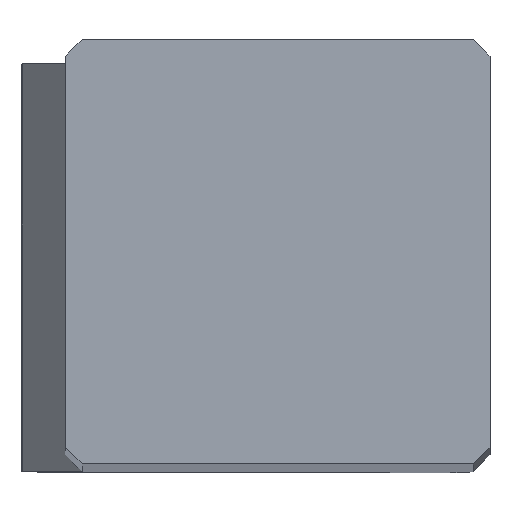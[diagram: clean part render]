
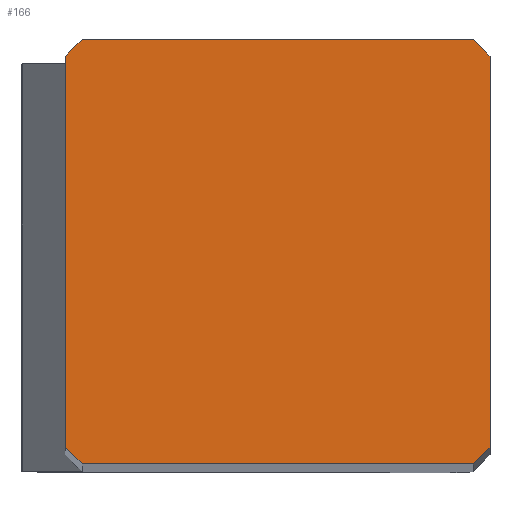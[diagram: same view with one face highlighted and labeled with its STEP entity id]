
A CAD part, top view. The second image highlights one B-rep face of the part: STEP entity #166.
In plain terms, the highlighted planar face has unit normal (0, 0, 1).
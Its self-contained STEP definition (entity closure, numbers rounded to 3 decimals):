
#109=FACE_OUTER_BOUND('',#258,.T.);
#166=ADVANCED_FACE('',(#109),#222,.T.);
#222=PLANE('',#1228);
#258=EDGE_LOOP('',(#443,#444,#445,#446,#447,#448,#449,#450));
#443=ORIENTED_EDGE('',*,*,#845,.F.);
#444=ORIENTED_EDGE('',*,*,#846,.T.);
#445=ORIENTED_EDGE('',*,*,#847,.T.);
#446=ORIENTED_EDGE('',*,*,#848,.T.);
#447=ORIENTED_EDGE('',*,*,#849,.F.);
#448=ORIENTED_EDGE('',*,*,#794,.T.);
#449=ORIENTED_EDGE('',*,*,#790,.T.);
#450=ORIENTED_EDGE('',*,*,#842,.T.);
#681=VERTEX_POINT('',#1666);
#682=VERTEX_POINT('',#1668);
#685=VERTEX_POINT('',#1676);
#720=VERTEX_POINT('',#1792);
#721=VERTEX_POINT('',#1796);
#722=VERTEX_POINT('',#1800);
#723=VERTEX_POINT('',#1802);
#724=VERTEX_POINT('',#1804);
#790=EDGE_CURVE('',#682,#681,#951,.T.);
#794=EDGE_CURVE('',#685,#682,#953,.T.);
#842=EDGE_CURVE('',#681,#720,#992,.T.);
#845=EDGE_CURVE('',#721,#720,#995,.T.);
#846=EDGE_CURVE('',#721,#722,#996,.T.);
#847=EDGE_CURVE('',#722,#723,#997,.T.);
#848=EDGE_CURVE('',#723,#724,#998,.T.);
#849=EDGE_CURVE('',#685,#724,#999,.T.);
#951=LINE('',#1667,#1044);
#953=LINE('',#1675,#1046);
#992=LINE('',#1791,#1085);
#995=LINE('',#1797,#1088);
#996=LINE('',#1799,#1089);
#997=LINE('',#1801,#1090);
#998=LINE('',#1803,#1091);
#999=LINE('',#1805,#1092);
#1044=VECTOR('',#1340,1.);
#1046=VECTOR('',#1348,1.);
#1085=VECTOR('',#1425,1.);
#1088=VECTOR('',#1430,1.);
#1089=VECTOR('',#1433,1.);
#1090=VECTOR('',#1434,1.);
#1091=VECTOR('',#1435,1.);
#1092=VECTOR('',#1436,1.);
#1228=AXIS2_PLACEMENT_3D('',#1806,#1437,#1438);
#1340=DIRECTION('',(1.,0.,0.));
#1348=DIRECTION('',(0.707,-0.707,0.));
#1425=DIRECTION('',(0.707,0.707,0.));
#1430=DIRECTION('',(0.,-1.,0.));
#1433=DIRECTION('',(-0.707,0.707,0.));
#1434=DIRECTION('',(-1.,0.,0.));
#1435=DIRECTION('',(-0.707,-0.707,0.));
#1436=DIRECTION('',(0.,1.,0.));
#1437=DIRECTION('',(0.,0.,1.));
#1438=DIRECTION('',(-1.,0.,0.));
#1666=CARTESIAN_POINT('',(12.2,0.,0.));
#1667=CARTESIAN_POINT('',(0.5,0.,0.));
#1668=CARTESIAN_POINT('',(0.5,0.,0.));
#1675=CARTESIAN_POINT('',(0.,0.5,0.));
#1676=CARTESIAN_POINT('',(0.,0.5,0.));
#1791=CARTESIAN_POINT('',(12.2,0.,0.));
#1792=CARTESIAN_POINT('',(12.7,0.5,0.));
#1796=CARTESIAN_POINT('',(12.7,12.2,0.));
#1797=CARTESIAN_POINT('',(12.7,12.2,0.));
#1799=CARTESIAN_POINT('',(12.7,12.2,0.));
#1800=CARTESIAN_POINT('',(12.2,12.7,0.));
#1801=CARTESIAN_POINT('',(12.2,12.7,0.));
#1802=CARTESIAN_POINT('',(0.5,12.7,0.));
#1803=CARTESIAN_POINT('',(0.5,12.7,0.));
#1804=CARTESIAN_POINT('',(0.,12.2,0.));
#1805=CARTESIAN_POINT('',(0.,0.5,0.));
#1806=CARTESIAN_POINT('',(6.35,6.35,0.));
